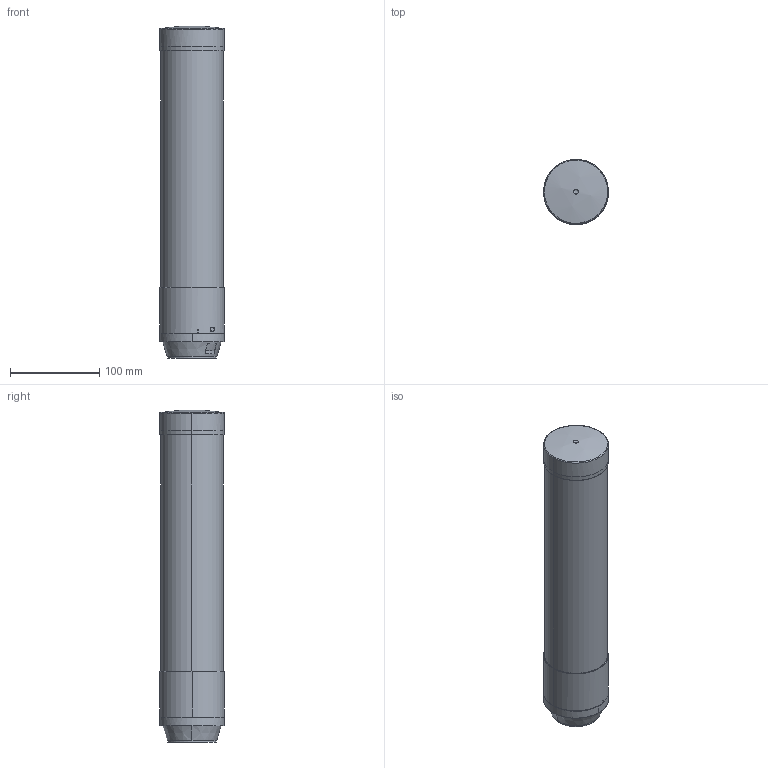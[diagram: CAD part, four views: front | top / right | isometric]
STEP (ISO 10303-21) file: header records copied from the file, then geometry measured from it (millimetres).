
FILE_DESCRIPTION (( 'STEP AP203' ), '1' );
FILE_NAME ('65750055.step', '2023-02-15T20:40:08', ( '' ), ( '' ), 'SwSTEP 2.0', 'SolidWorks 2021', '' );
FILE_SCHEMA (( 'CONFIG_CONTROL_DESIGN' ));
Length unit declared in the file: inch
Products named in the file (1): 65750055
Bounding box: 72.5 x 72.5 x 371.38 mm (x, y, z)
Volume: 1416529.3 mm3; surface area: 92718.8 mm2
Topology: 1 solids, 1 shells, 268 faces, 697 edges, 452 vertices
Faces by surface type: plane 110, cylinder 97, bspline 31, cone 30
Entity records: 10764 total; most frequent: CARTESIAN_POINT 4348, ORIENTED_EDGE 1362, DIRECTION 1268, EDGE_CURVE 681, AXIS2_PLACEMENT_3D 491, VERTEX_POINT 452, EDGE_LOOP 311, LINE 286
